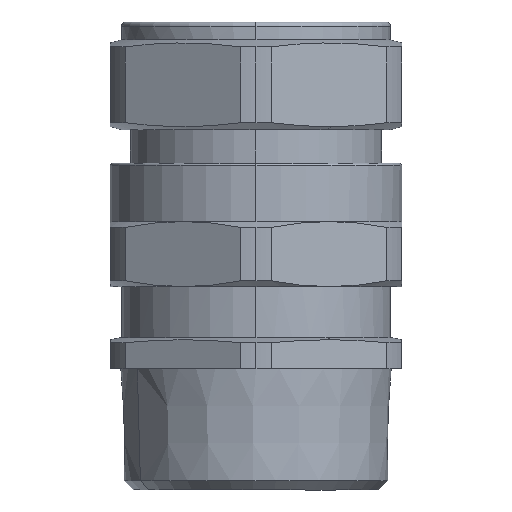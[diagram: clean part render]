
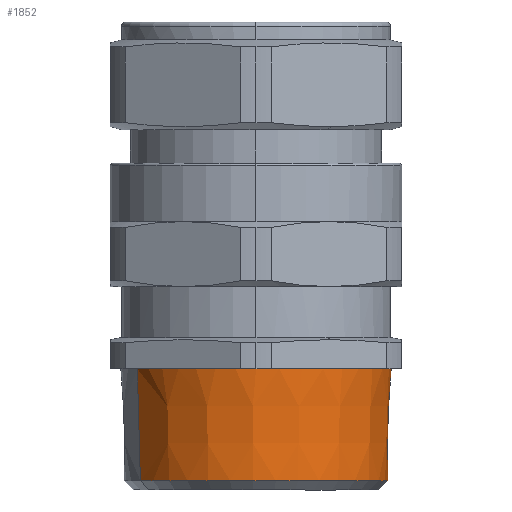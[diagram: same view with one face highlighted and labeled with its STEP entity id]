
A CAD part, front view. The second image highlights one B-rep face of the part: STEP entity #1852.
In plain terms, the highlighted conical face has half-angle 1.78 degrees and reference radius 29.311 mm.
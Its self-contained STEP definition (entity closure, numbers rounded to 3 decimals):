
#1667=AXIS2_PLACEMENT_3D('Circle Axis2P3D',#1665,#1666,$) ;
#1674=AXIS2_PLACEMENT_3D('Circle Axis2P3D',#1672,#1673,$) ;
#1824=AXIS2_PLACEMENT_3D('Cone Axis2P3D',#1821,#1822,#1823) ;
#1842=AXIS2_PLACEMENT_3D('Circle Axis2P3D',#1840,#1841,$) ;
#1660=CARTESIAN_POINT('Vertex',(6.041,21.295,27.)) ;
#1665=CARTESIAN_POINT('Axis2P3D Location',(32.5,35.75,27.)) ;
#1669=CARTESIAN_POINT('Vertex',(32.5,5.6,27.)) ;
#1672=CARTESIAN_POINT('Axis2P3D Location',(32.5,35.75,27.)) ;
#1676=CARTESIAN_POINT('Vertex',(58.959,50.205,27.)) ;
#1821=CARTESIAN_POINT('Axis2P3D Location',(32.5,35.75,0.)) ;
#1826=CARTESIAN_POINT('Line Origine',(58.591,50.004,13.5)) ;
#1830=CARTESIAN_POINT('Vertex',(58.279,49.833,2.064)) ;
#1833=CARTESIAN_POINT('Line Origine',(6.409,21.496,13.5)) ;
#1837=CARTESIAN_POINT('Vertex',(6.721,21.667,2.064)) ;
#1840=CARTESIAN_POINT('Axis2P3D Location',(32.5,35.75,2.064)) ;
#1666=DIRECTION('Axis2P3D Direction',(0.,0.,-1.)) ;
#1673=DIRECTION('Axis2P3D Direction',(0.,0.,-1.)) ;
#1822=DIRECTION('Axis2P3D Direction',(0.,0.,1.)) ;
#1823=DIRECTION('Axis2P3D XDirection',(0.878,0.479,0.)) ;
#1827=DIRECTION('Vector Direction',(0.027,0.015,1.)) ;
#1834=DIRECTION('Vector Direction',(-0.027,-0.015,1.)) ;
#1841=DIRECTION('Axis2P3D Direction',(0.,0.,1.)) ;
#1828=VECTOR('Line Direction',#1827,1.) ;
#1835=VECTOR('Line Direction',#1834,1.) ;
#1846=ORIENTED_EDGE('',*,*,#1832,.T.) ;
#1847=ORIENTED_EDGE('',*,*,#1678,.T.) ;
#1848=ORIENTED_EDGE('',*,*,#1671,.T.) ;
#1849=ORIENTED_EDGE('',*,*,#1839,.F.) ;
#1850=ORIENTED_EDGE('',*,*,#1844,.T.) ;
#1852=ADVANCED_FACE('PartBody',(#1851),#1825,.T.) ;
#1668=CIRCLE('generated circle',#1667,30.15) ;
#1675=CIRCLE('generated circle',#1674,30.15) ;
#1843=CIRCLE('generated circle',#1842,29.375) ;
#1825=CONICAL_SURFACE('Cone',#1824,29.311,0.031) ;
#1671=EDGE_CURVE('',#1670,#1661,#1668,.T.) ;
#1678=EDGE_CURVE('',#1677,#1670,#1675,.T.) ;
#1832=EDGE_CURVE('',#1831,#1677,#1829,.T.) ;
#1839=EDGE_CURVE('',#1838,#1661,#1836,.T.) ;
#1844=EDGE_CURVE('',#1838,#1831,#1843,.T.) ;
#1845=EDGE_LOOP('',(#1846,#1847,#1848,#1849,#1850)) ;
#1851=FACE_OUTER_BOUND('',#1845,.T.) ;
#1829=LINE('Line',#1826,#1828) ;
#1836=LINE('Line',#1833,#1835) ;
#1661=VERTEX_POINT('',#1660) ;
#1670=VERTEX_POINT('',#1669) ;
#1677=VERTEX_POINT('',#1676) ;
#1831=VERTEX_POINT('',#1830) ;
#1838=VERTEX_POINT('',#1837) ;
